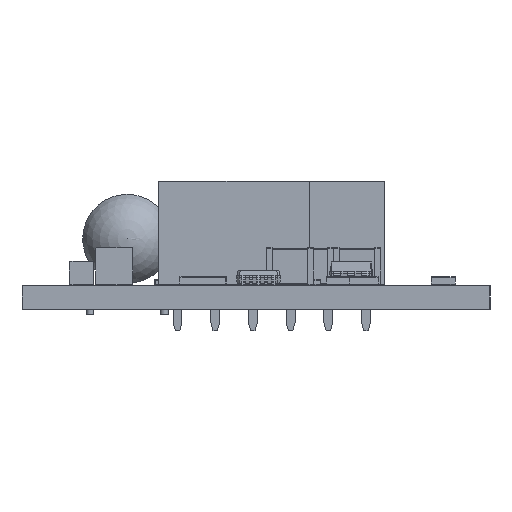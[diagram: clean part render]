
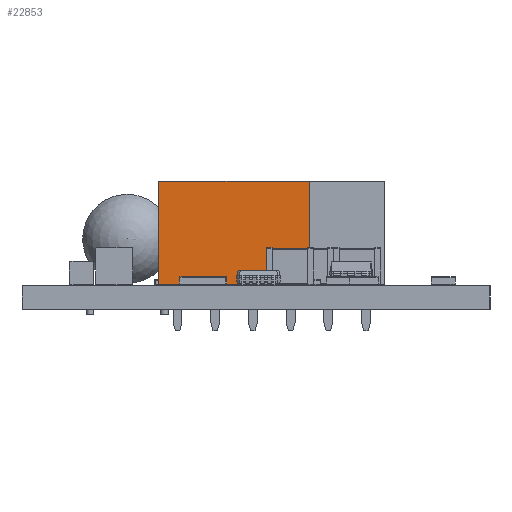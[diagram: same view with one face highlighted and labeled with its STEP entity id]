
A CAD part, left-side view. The second image highlights one B-rep face of the part: STEP entity #22853.
In plain terms, the highlighted planar face has unit normal (-1, 0, 0).
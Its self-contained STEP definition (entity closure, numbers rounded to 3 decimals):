
#22230 = VERTEX_POINT('',#22231);
#22231 = CARTESIAN_POINT('',(-1.27,-8.89,0.));
#22239 = EDGE_CURVE('',#22230,#22240,#22242,.T.);
#22240 = VERTEX_POINT('',#22241);
#22241 = CARTESIAN_POINT('',(-1.27,-8.89,7.));
#22242 = LINE('',#22243,#22244);
#22243 = CARTESIAN_POINT('',(-1.27,-8.89,0.));
#22244 = VECTOR('',#22245,1.);
#22245 = DIRECTION('',(0.,0.,1.));
#22302 = VERTEX_POINT('',#22303);
#22303 = CARTESIAN_POINT('',(-1.27,1.27,7.));
#22309 = EDGE_CURVE('',#22310,#22302,#22312,.T.);
#22310 = VERTEX_POINT('',#22311);
#22311 = CARTESIAN_POINT('',(-1.27,1.27,0.));
#22312 = LINE('',#22313,#22314);
#22313 = CARTESIAN_POINT('',(-1.27,1.27,0.));
#22314 = VECTOR('',#22315,1.);
#22315 = DIRECTION('',(0.,0.,1.));
#22374 = EDGE_CURVE('',#22302,#22240,#22375,.T.);
#22375 = LINE('',#22376,#22377);
#22376 = CARTESIAN_POINT('',(-1.27,1.27,7.));
#22377 = VECTOR('',#22378,1.);
#22378 = DIRECTION('',(0.,-1.,0.));
#22532 = EDGE_CURVE('',#22310,#22230,#22533,.T.);
#22533 = LINE('',#22534,#22535);
#22534 = CARTESIAN_POINT('',(-1.27,1.27,0.));
#22535 = VECTOR('',#22536,1.);
#22536 = DIRECTION('',(0.,-1.,0.));
#22853 = ADVANCED_FACE('',(#22854),#22860,.F.);
#22854 = FACE_BOUND('',#22855,.F.);
#22855 = EDGE_LOOP('',(#22856,#22857,#22858,#22859));
#22856 = ORIENTED_EDGE('',*,*,#22309,.T.);
#22857 = ORIENTED_EDGE('',*,*,#22374,.T.);
#22858 = ORIENTED_EDGE('',*,*,#22239,.F.);
#22859 = ORIENTED_EDGE('',*,*,#22532,.F.);
#22860 = PLANE('',#22861);
#22861 = AXIS2_PLACEMENT_3D('',#22862,#22863,#22864);
#22862 = CARTESIAN_POINT('',(-1.27,1.27,0.));
#22863 = DIRECTION('',(1.,0.,0.));
#22864 = DIRECTION('',(0.,-1.,0.));
